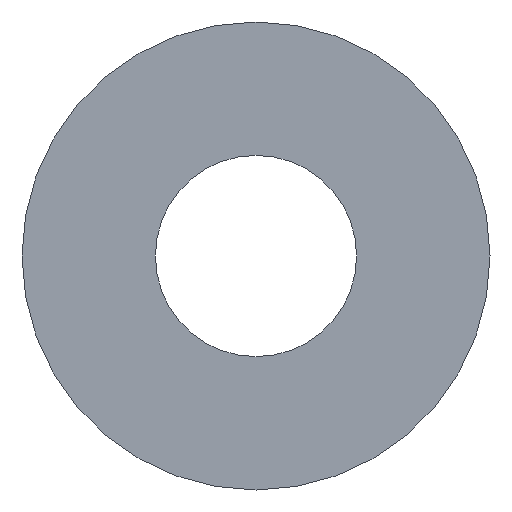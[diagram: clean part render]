
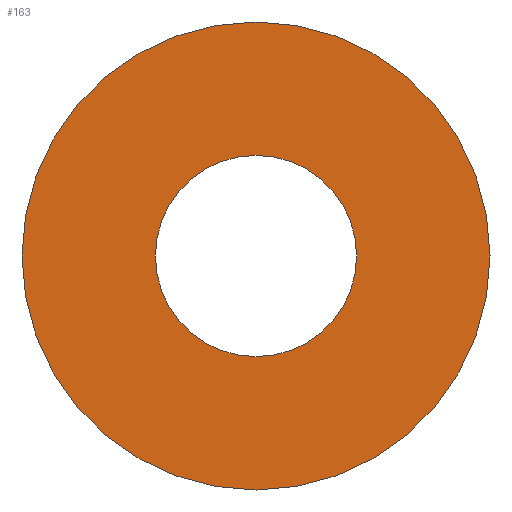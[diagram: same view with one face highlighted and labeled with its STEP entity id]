
A CAD part, front view. The second image highlights one B-rep face of the part: STEP entity #163.
In plain terms, the highlighted planar face has unit normal (0, -1, 0).
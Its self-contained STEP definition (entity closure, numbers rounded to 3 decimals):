
#20 = CARTESIAN_POINT ( 'NONE',  ( 0., 0., 0. ) ) ;
#27 = EDGE_CURVE ( 'NONE', #398, #248, #514, .T. ) ;
#72 = ORIENTED_EDGE ( 'NONE', *, *, #27, .T. ) ;
#88 = AXIS2_PLACEMENT_3D ( 'NONE', #421, #139, #486 ) ;
#92 = AXIS2_PLACEMENT_3D ( 'NONE', #405, #271, #381 ) ;
#107 = CARTESIAN_POINT ( 'NONE',  ( 0., 0., -5. ) ) ;
#110 = EDGE_LOOP ( 'NONE', ( #379, #72 ) ) ;
#134 = CARTESIAN_POINT ( 'NONE',  ( 0., 0., 5. ) ) ;
#139 = DIRECTION ( 'NONE',  ( 0., 1., 0. ) ) ;
#159 = ORIENTED_EDGE ( 'NONE', *, *, #280, .F. ) ;
#160 = DIRECTION ( 'NONE',  ( 0., 1., 0. ) ) ;
#161 = AXIS2_PLACEMENT_3D ( 'NONE', #296, #160, #443 ) ;
#163 = ADVANCED_FACE ( 'NONE', ( #286, #174 ), #350, .F. ) ;
#174 = FACE_OUTER_BOUND ( 'NONE', #199, .T. ) ;
#182 = CARTESIAN_POINT ( 'NONE',  ( 0., 0., 2.15 ) ) ;
#199 = EDGE_LOOP ( 'NONE', ( #450, #159 ) ) ;
#209 = CARTESIAN_POINT ( 'NONE',  ( 0., 0., -2.15 ) ) ;
#219 = CIRCLE ( 'NONE', #161, 5. ) ;
#222 = CARTESIAN_POINT ( 'NONE',  ( 0., 0., 0. ) ) ;
#248 = VERTEX_POINT ( 'NONE', #209 ) ;
#266 = DIRECTION ( 'NONE',  ( 0., 0., 1. ) ) ;
#271 = DIRECTION ( 'NONE',  ( 0., 1., 0. ) ) ;
#280 = EDGE_CURVE ( 'NONE', #382, #391, #219, .T. ) ;
#286 = FACE_BOUND ( 'NONE', #110, .T. ) ;
#296 = CARTESIAN_POINT ( 'NONE',  ( 0., 0., 0. ) ) ;
#302 = CIRCLE ( 'NONE', #314, 5. ) ;
#314 = AXIS2_PLACEMENT_3D ( 'NONE', #20, #489, #266 ) ;
#350 = PLANE ( 'NONE',  #437 ) ;
#358 = EDGE_CURVE ( 'NONE', #391, #382, #302, .T. ) ;
#379 = ORIENTED_EDGE ( 'NONE', *, *, #483, .T. ) ;
#381 = DIRECTION ( 'NONE',  ( 0., 0., 1. ) ) ;
#382 = VERTEX_POINT ( 'NONE', #134 ) ;
#391 = VERTEX_POINT ( 'NONE', #107 ) ;
#398 = VERTEX_POINT ( 'NONE', #182 ) ;
#405 = CARTESIAN_POINT ( 'NONE',  ( 0., 0., 0. ) ) ;
#413 = DIRECTION ( 'NONE',  ( 0., 0., 1. ) ) ;
#421 = CARTESIAN_POINT ( 'NONE',  ( 0., 0., 0. ) ) ;
#437 = AXIS2_PLACEMENT_3D ( 'NONE', #222, #455, #413 ) ;
#443 = DIRECTION ( 'NONE',  ( 0., 0., 1. ) ) ;
#450 = ORIENTED_EDGE ( 'NONE', *, *, #358, .F. ) ;
#455 = DIRECTION ( 'NONE',  ( 0., 1., 0. ) ) ;
#458 = CIRCLE ( 'NONE', #88, 2.15 ) ;
#483 = EDGE_CURVE ( 'NONE', #248, #398, #458, .T. ) ;
#486 = DIRECTION ( 'NONE',  ( 0., 0., 1. ) ) ;
#489 = DIRECTION ( 'NONE',  ( 0., 1., 0. ) ) ;
#514 = CIRCLE ( 'NONE', #92, 2.15 ) ;
